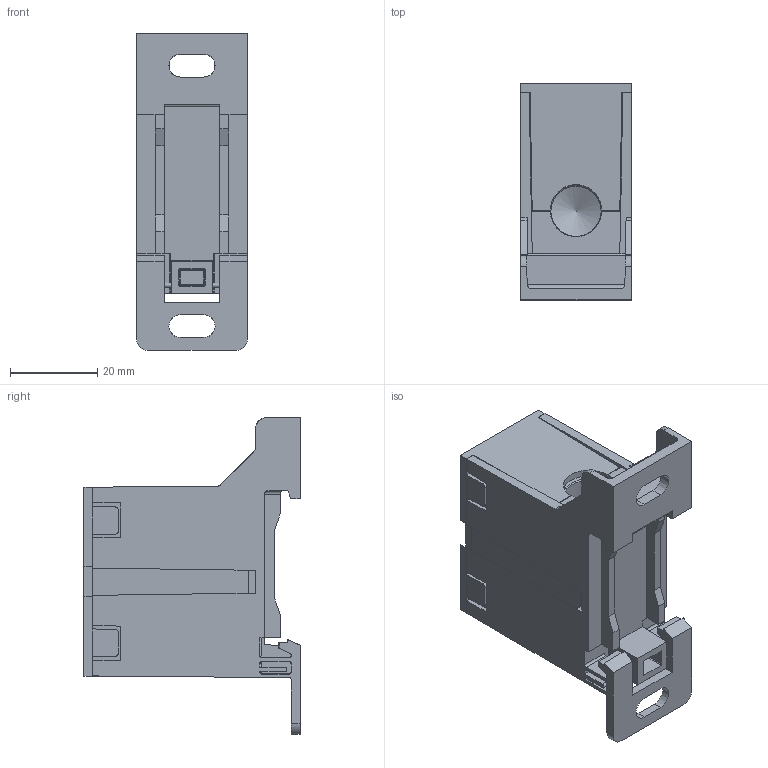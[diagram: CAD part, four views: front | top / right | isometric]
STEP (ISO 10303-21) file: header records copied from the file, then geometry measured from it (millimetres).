
FILE_DESCRIPTION (( 'STEP AP214' ), '1' );
FILE_NAME ('FSPDB1.STEP', '2013-08-19T17:36:19', ( '' ), ( '' ), 'SwSTEP 2.0', 'SolidWorks 2013', '' );
FILE_SCHEMA (( 'AUTOMOTIVE_DESIGN' ));
Length unit declared in the file: inch
Products named in the file (5): 310069_92605A157; 390018_1; FSPDB1; 330288_Assembly Hinge; 330287_1
Assembly tree (3 placements, depth 2):
  310069_92605A157
  FSPDB1
    390018_1
    330287_1
    330288_Assembly Hinge
Bounding box: 25.4 x 49.53 x 72.57 mm (x, y, z)
Volume: 29650.2 mm3; surface area: 28416.6 mm2
Topology: 3 solids, 3 shells, 536 faces, 1527 edges, 1000 vertices
Faces by surface type: plane 414, cylinder 96, cone 22, bspline 4
Full cylindrical faces by diameter (mm): 7.62 x2, 8.611 x2, 11.506 x2
Entity records: 25865 total; most frequent: CARTESIAN_POINT 5136, ORIENTED_EDGE 3022, DIRECTION 2477, EDGE_CURVE 1511, LINE 1257, VECTOR 1257, VERTEX_POINT 998, AXIS2_PLACEMENT_3D 610
